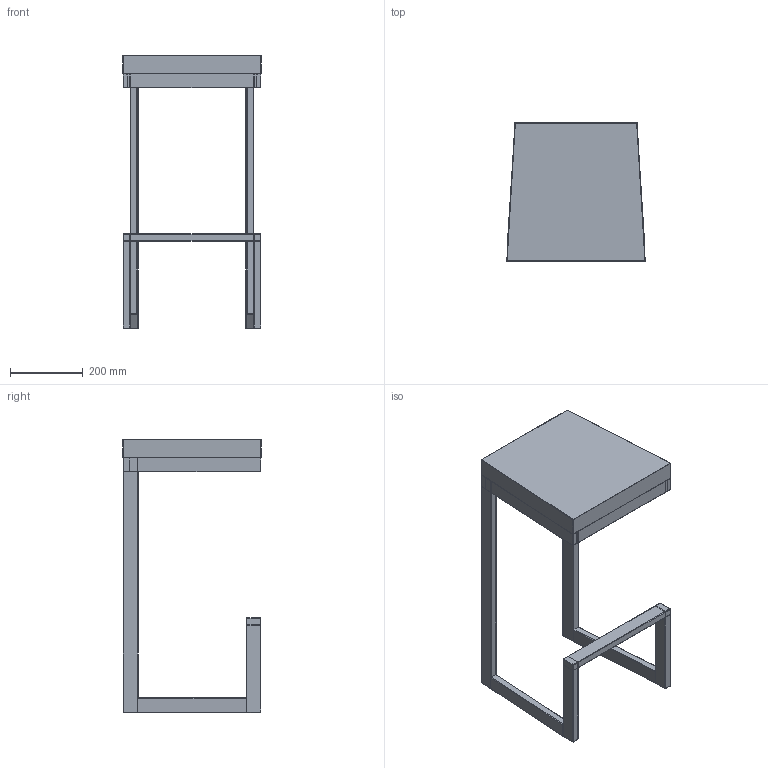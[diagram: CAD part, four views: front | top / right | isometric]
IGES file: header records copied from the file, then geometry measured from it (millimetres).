
Global section: file name: 1264.igs; native system: THINKDESIGN 2009.3.110; preprocessor: PDElib Version v4.4, created Mon 02/23/2004 ; date: 20130109.104044; units: millimetre
Bounding box: 380.06 x 380.03 x 749.25 mm (x, y, z)
Surface area: 1018325.3 mm2 (no closed solid volume)
Topology: 0 solids, 0 shells, 312 faces, 1280 edges, 1200 vertices
Faces by surface type: bspline 176, extrusion 136
